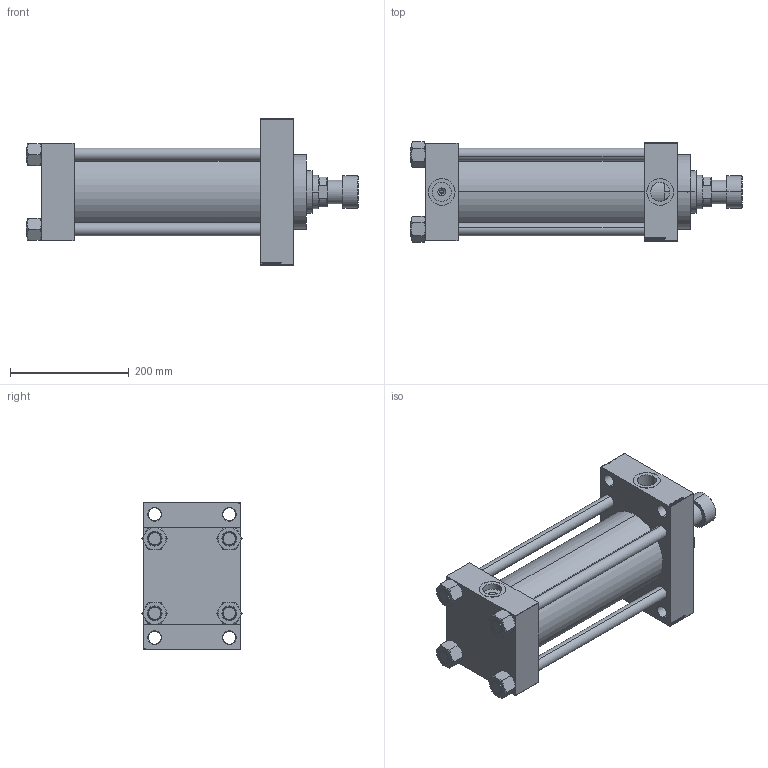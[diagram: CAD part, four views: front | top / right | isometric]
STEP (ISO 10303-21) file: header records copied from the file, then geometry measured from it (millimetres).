
FILE_DESCRIPTION (( 'STEP AP203' ), '1' );
FILE_NAME ('30c0.STEP', '2022-04-16T09:21:29', ( '' ), ( '' ), 'SwSTEP 2.0', 'SolidWorks 2019', '' );
FILE_SCHEMA (( 'CONFIG_CONTROL_DESIGN' ));
Length unit declared in the file: millimetre
Products named in the file (7): 30c0; V215CR_D_Body 98dec173f36566035284d61f47cc5d43; V215CR_D_TYCINKA 98dec173f36566035284d61f47cc5d43; V215_VC_A 98dec173f36566035284d61f47cc5d43; V215CR_VCP_D 98dec173f36566035284d61f47cc5d43; V215CR_ROD_END_F 98dec173f36566035284d61f47cc5d43; NUT_M5_D 98dec173f36566035284d61f47cc5d43
Assembly tree (12 placements, depth 2):
  30c0
    V215CR_D_Body 98dec173f36566035284d61f47cc5d43
    V215CR_VCP_D 98dec173f36566035284d61f47cc5d43
    NUT_M5_D 98dec173f36566035284d61f47cc5d43  x4
    V215CR_D_TYCINKA 98dec173f36566035284d61f47cc5d43  x4
    V215_VC_A 98dec173f36566035284d61f47cc5d43
    V215CR_ROD_END_F 98dec173f36566035284d61f47cc5d43
Bounding box: 560 x 169.14 x 247 mm (x, y, z)
Volume: 6210364.2 mm3; surface area: 835703.4 mm2
Topology: 12 solids, 12 shells, 1168 faces, 2943 edges, 1913 vertices
Faces by surface type: plane 550, bspline 368, cone 144, cylinder 94, torus 12
Entity records: 48318 total; most frequent: CARTESIAN_POINT 25314, ORIENTED_EDGE 5150, DIRECTION 3359, EDGE_CURVE 2575, VERTEX_POINT 1691, LINE 1535, VECTOR 1535, EDGE_LOOP 1146
